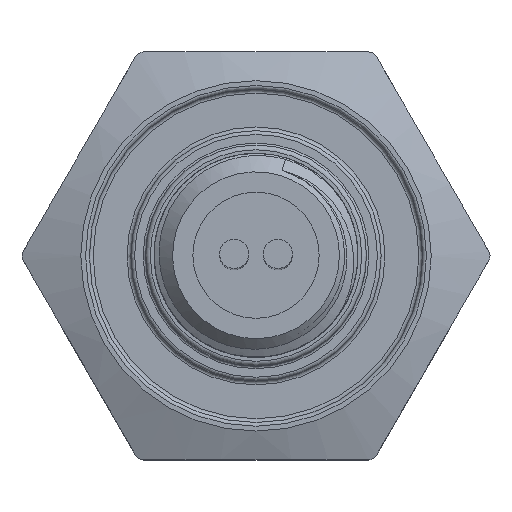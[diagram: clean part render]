
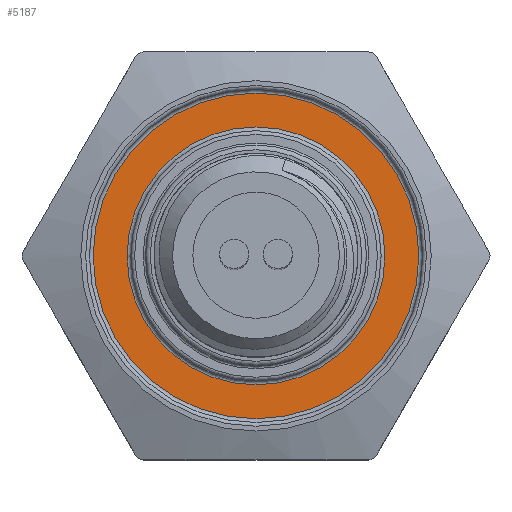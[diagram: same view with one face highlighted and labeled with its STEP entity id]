
A CAD part, top view. The second image highlights one B-rep face of the part: STEP entity #5187.
In plain terms, the highlighted planar face has unit normal (0, 0, 1).
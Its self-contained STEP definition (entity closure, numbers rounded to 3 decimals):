
#194=FACE_BOUND($,#1494,.T.);
#301=CIRCLE($,#5503,8.782);
#304=CIRCLE($,#5507,6.953);
#1143=FACE_OUTER_BOUND($,#1493,.T.);
#1493=EDGE_LOOP($,(#3782));
#1494=EDGE_LOOP($,(#3783));
#2412=VERTEX_POINT($,#8582);
#2415=VERTEX_POINT($,#8589);
#2933=EDGE_CURVE($,#2412,#2412,#301,.T.);
#2936=EDGE_CURVE($,#2415,#2415,#304,.T.);
#3782=ORIENTED_EDGE($,*,*,#2933,.T.);
#3783=ORIENTED_EDGE($,*,*,#2936,.T.);
#5028=PLANE($,#5570);
#5187=ADVANCED_FACE($,(#1143,#194),#5028,.T.);
#5503=AXIS2_PLACEMENT_3D($,#8583,#6014,#6015);
#5507=AXIS2_PLACEMENT_3D($,#8590,#6022,#6023);
#5570=AXIS2_PLACEMENT_3D($,#9021,#6168,#6169);
#6014=DIRECTION('center_axis',(0.,0.,1.));
#6015=DIRECTION('ref_axis',(1.,0.,0.));
#6022=DIRECTION('center_axis',(0.,0.,-1.));
#6023=DIRECTION('ref_axis',(1.,0.,0.));
#6168=DIRECTION('center_axis',(0.,0.,1.));
#6169=DIRECTION('ref_axis',(1.,0.,0.));
#8582=CARTESIAN_POINT('',(8.782,0.,16.129));
#8583=CARTESIAN_POINT('Origin',(0.,0.,16.129));
#8589=CARTESIAN_POINT('',(6.953,0.,16.129));
#8590=CARTESIAN_POINT('Origin',(0.,0.,16.129));
#9021=CARTESIAN_POINT('Origin',(0.,0.,16.129));
